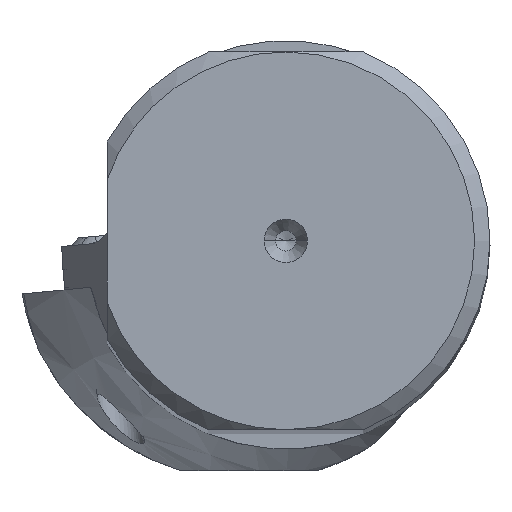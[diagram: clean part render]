
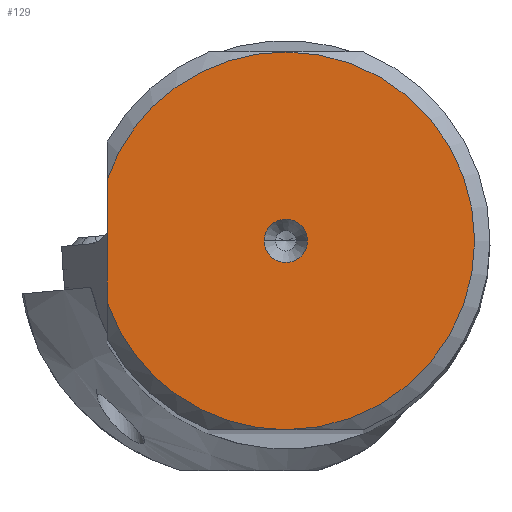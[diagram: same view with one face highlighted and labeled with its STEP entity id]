
A CAD part, top view. The second image highlights one B-rep face of the part: STEP entity #129.
In plain terms, the highlighted planar face has unit normal (0, 0, 1).
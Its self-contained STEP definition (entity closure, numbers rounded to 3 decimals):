
#79=FACE_BOUND('',#309,.T.);
#80=FACE_BOUND('',#310,.T.);
#95=PLANE('',#1651);
#129=ADVANCED_FACE('',(#79,#80),#95,.T.);
#309=EDGE_LOOP('',(#759,#760,#761,#762));
#310=EDGE_LOOP('',(#763,#764));
#473=LINE('',#2512,#566);
#566=VECTOR('',#1908,1.);
#759=ORIENTED_EDGE('',*,*,#1316,.T.);
#760=ORIENTED_EDGE('',*,*,#1317,.T.);
#761=ORIENTED_EDGE('',*,*,#1297,.F.);
#762=ORIENTED_EDGE('',*,*,#1315,.T.);
#763=ORIENTED_EDGE('',*,*,#1318,.T.);
#764=ORIENTED_EDGE('',*,*,#1319,.T.);
#1130=VERTEX_POINT('',#2511);
#1131=VERTEX_POINT('',#2513);
#1144=VERTEX_POINT('',#2582);
#1145=VERTEX_POINT('',#2586);
#1146=VERTEX_POINT('',#2589);
#1147=VERTEX_POINT('',#2590);
#1297=EDGE_CURVE('',#1130,#1131,#473,.T.);
#1315=EDGE_CURVE('',#1130,#1144,#1468,.T.);
#1316=EDGE_CURVE('',#1144,#1145,#1469,.T.);
#1317=EDGE_CURVE('',#1145,#1131,#1470,.T.);
#1318=EDGE_CURVE('',#1146,#1147,#1471,.T.);
#1319=EDGE_CURVE('',#1147,#1146,#1472,.T.);
#1468=CIRCLE('',#1645,18.5);
#1469=CIRCLE('',#1647,18.5);
#1470=CIRCLE('',#1648,18.5);
#1471=CIRCLE('',#1649,2.125);
#1472=CIRCLE('',#1650,2.125);
#1645=AXIS2_PLACEMENT_3D('',#2583,#1940,#1941);
#1647=AXIS2_PLACEMENT_3D('',#2585,#1944,#1945);
#1648=AXIS2_PLACEMENT_3D('',#2587,#1946,#1947);
#1649=AXIS2_PLACEMENT_3D('',#2588,#1948,#1949);
#1650=AXIS2_PLACEMENT_3D('',#2591,#1950,#1951);
#1651=AXIS2_PLACEMENT_3D('',#2592,#1952,#1953);
#1908=DIRECTION('',(0.,1.,0.));
#1940=DIRECTION('',(0.,0.,1.));
#1941=DIRECTION('',(-0.946,-0.324,0.));
#1944=DIRECTION('',(0.,0.,1.));
#1945=DIRECTION('',(0.,-1.,0.));
#1946=DIRECTION('',(0.,0.,1.));
#1947=DIRECTION('',(0.,1.,0.));
#1948=DIRECTION('',(0.,0.,-1.));
#1949=DIRECTION('',(-1.,0.,0.));
#1950=DIRECTION('',(0.,0.,-1.));
#1951=DIRECTION('',(1.,0.,0.));
#1952=DIRECTION('',(0.,0.,1.));
#1953=DIRECTION('',(1.,0.,0.));
#2511=CARTESIAN_POINT('',(-17.5,-6.,0.));
#2512=CARTESIAN_POINT('',(-17.5,-6.,0.));
#2513=CARTESIAN_POINT('',(-17.5,6.,0.));
#2582=CARTESIAN_POINT('',(0.,-18.5,0.));
#2583=CARTESIAN_POINT('',(0.,0.,0.));
#2585=CARTESIAN_POINT('',(0.,0.,0.));
#2586=CARTESIAN_POINT('',(0.,18.5,0.));
#2587=CARTESIAN_POINT('',(0.,0.,0.));
#2588=CARTESIAN_POINT('',(0.,0.,0.));
#2589=CARTESIAN_POINT('',(-2.125,0.,0.));
#2590=CARTESIAN_POINT('',(2.125,0.,0.));
#2591=CARTESIAN_POINT('',(0.,0.,0.));
#2592=CARTESIAN_POINT('',(0.501,0.,0.));
